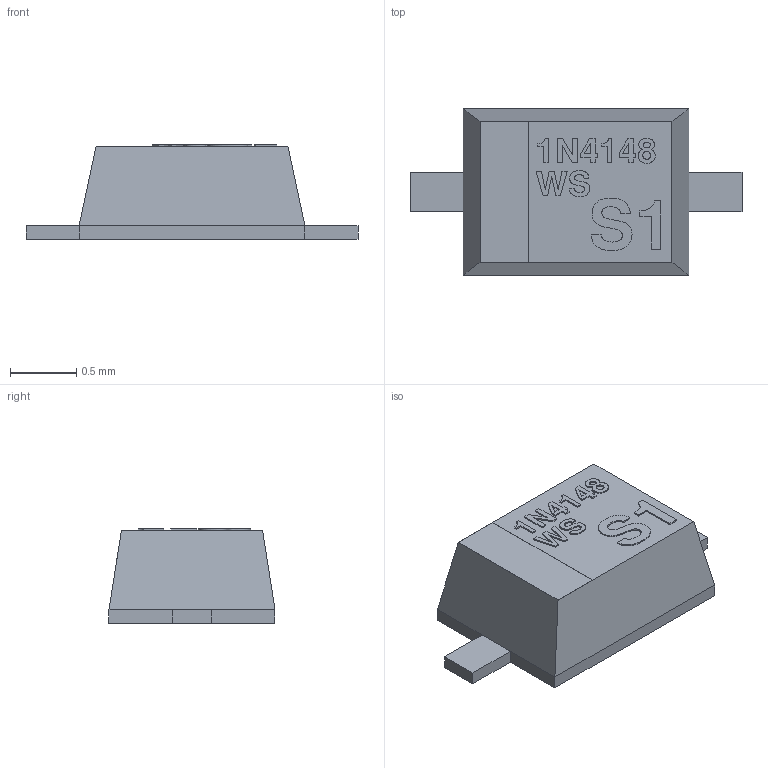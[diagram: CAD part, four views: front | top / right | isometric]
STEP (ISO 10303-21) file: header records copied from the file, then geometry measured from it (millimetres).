
FILE_DESCRIPTION(('FreeCAD Model'),'2;1');
FILE_NAME('ON_Semi_1N4148WS.step','2019-07-22T11:07:02',('Author'),(''), 'Open CASCADE STEP processor 7.3','FreeCAD','Unknown');
FILE_SCHEMA(('AUTOMOTIVE_DESIGN { 1 0 10303 214 1 1 1 1 }'));
Length unit declared in the file: millimetre
Products named in the file (1): 1N4148WS
Bounding box: 2.5 x 1.25 x 0.71 mm (x, y, z)
Volume: 1.3 mm3; surface area: 8.3 mm2
Topology: 1 solids, 1 shells, 205 faces, 551 edges, 362 vertices
Faces by surface type: plane 114, extrusion 87, bspline 4
Entity records: 7875 total; most frequent: CARTESIAN_POINT 1657, ORIENTED_EDGE 1102, DIRECTION 690, EDGE_CURVE 551, VECTOR 460, LINE 373, VERTEX_POINT 362, B_SPLINE_CURVE_WITH_KNOTS 265
